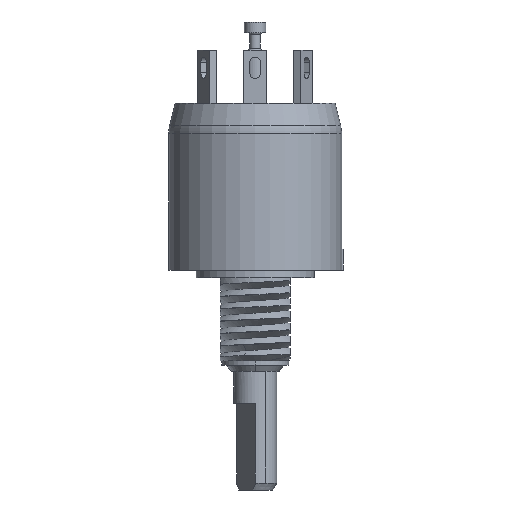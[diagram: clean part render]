
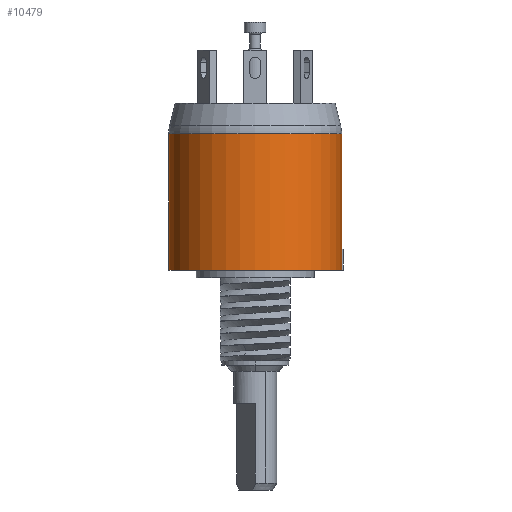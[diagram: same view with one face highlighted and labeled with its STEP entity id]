
A CAD part, front view. The second image highlights one B-rep face of the part: STEP entity #10479.
In plain terms, the highlighted cylindrical face has radius 6.35 mm (diameter 12.7 mm), a partial arc.
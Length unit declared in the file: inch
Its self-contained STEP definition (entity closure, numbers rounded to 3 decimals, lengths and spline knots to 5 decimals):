
#1853=DIRECTION('',(0.,0.,1.));
#1854=VECTOR('',#1853,0.334);
#1855=CARTESIAN_POINT('',(0.25,0.,-0.008));
#1856=LINE('',#1855,#1854);
#1862=DIRECTION('',(0.,0.,-1.));
#1863=VECTOR('',#1862,0.394);
#1864=CARTESIAN_POINT('',(-0.25,0.,0.326));
#1865=LINE('',#1864,#1863);
#1893=CARTESIAN_POINT('',(0.,0.,-0.068));
#1894=DIRECTION('',(0.,0.,-1.));
#1895=DIRECTION('',(1.,0.,0.));
#1896=AXIS2_PLACEMENT_3D('',#1893,#1894,#1895);
#1902=DIRECTION('',(0.,0.,-1.));
#1903=VECTOR('',#1902,0.06);
#1904=CARTESIAN_POINT('',(0.25,0.,-0.008));
#1905=LINE('',#1904,#1903);
#1906=CARTESIAN_POINT('',(0.,0.,0.326));
#1907=DIRECTION('',(0.,0.,-1.));
#1908=DIRECTION('',(1.,0.,0.));
#1909=AXIS2_PLACEMENT_3D('',#1906,#1907,#1908);
#6916=CARTESIAN_POINT('',(0.25,0.,-0.068));
#6917=VERTEX_POINT('',#6916);
#6920=CARTESIAN_POINT('',(0.25,0.,-0.008));
#6921=VERTEX_POINT('',#6920);
#8058=CARTESIAN_POINT('',(-0.25,0.,-0.068));
#8059=VERTEX_POINT('',#8058);
#8070=CARTESIAN_POINT('',(0.25,0.,0.326));
#8071=VERTEX_POINT('',#8070);
#8082=CARTESIAN_POINT('',(-0.25,0.,0.326));
#8083=VERTEX_POINT('',#8082);
#10467=CARTESIAN_POINT('',(0.,0.,0.45225));
#10468=DIRECTION('',(0.,0.,-1.));
#10469=DIRECTION('',(1.,0.,0.));
#10470=AXIS2_PLACEMENT_3D('',#10467,#10468,#10469);
#10471=CYLINDRICAL_SURFACE('',#10470,0.25);
#10472=ORIENTED_EDGE('',*,*,#10427,.T.);
#10473=ORIENTED_EDGE('',*,*,#10448,.T.);
#10474=ORIENTED_EDGE('',*,*,#10363,.F.);
#10475=ORIENTED_EDGE('',*,*,#10318,.F.);
#10476=ORIENTED_EDGE('',*,*,#10360,.F.);
#10477=EDGE_LOOP('',(#10472,#10473,#10474,#10475,#10476));
#10478=FACE_OUTER_BOUND('',#10477,.F.);
#10479=ADVANCED_FACE('',(#10478),#10471,.T.);
#1897=CIRCLE('',#1896,0.25);
#1910=CIRCLE('',#1909,0.25);
#10318=EDGE_CURVE('',#8071,#8083,#1910,.T.);
#10360=EDGE_CURVE('',#6921,#8071,#1856,.T.);
#10363=EDGE_CURVE('',#8083,#8059,#1865,.T.);
#10427=EDGE_CURVE('',#6921,#6917,#1905,.T.);
#10448=EDGE_CURVE('',#6917,#8059,#1897,.T.);
